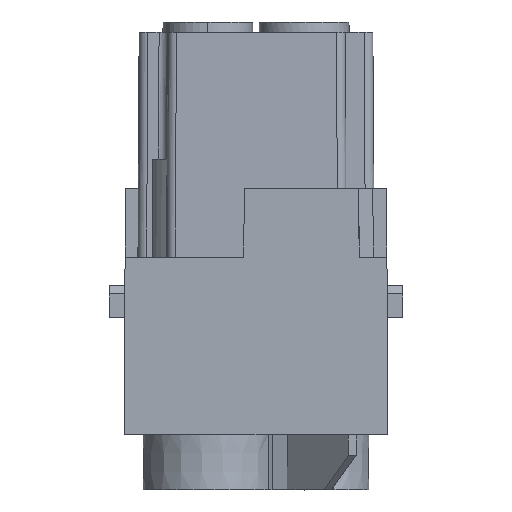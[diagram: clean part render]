
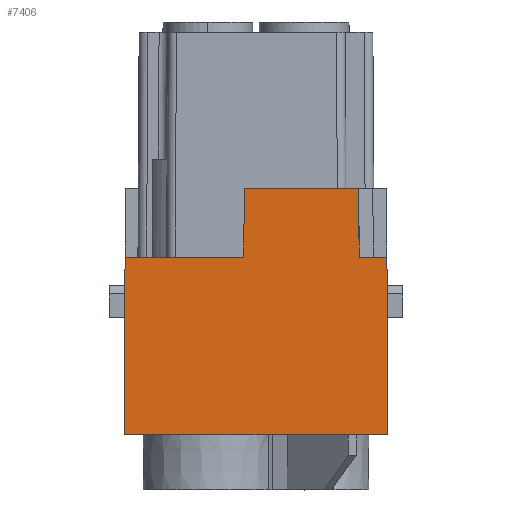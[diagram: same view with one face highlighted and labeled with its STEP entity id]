
A CAD part, left-side view. The second image highlights one B-rep face of the part: STEP entity #7406.
In plain terms, the highlighted planar face has unit normal (-1, 0, 0).
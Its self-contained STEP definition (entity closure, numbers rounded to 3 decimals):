
#7363=AXIS2_PLACEMENT_3D('Plane Axis2P3D',#7360,#7361,#7362) ;
#291=CARTESIAN_POINT('Vertex',(0.,32.028,6.35)) ;
#298=CARTESIAN_POINT('Vertex',(0.,1.822,6.35)) ;
#301=CARTESIAN_POINT('Line Origine',(0.,16.925,6.35)) ;
#1143=CARTESIAN_POINT('Line Origine',(0.,3.426,26.85)) ;
#1147=CARTESIAN_POINT('Vertex',(0.,5.016,26.85)) ;
#1149=CARTESIAN_POINT('Vertex',(0.,1.836,26.85)) ;
#5500=CARTESIAN_POINT('Vertex',(0.,32.014,26.85)) ;
#5503=CARTESIAN_POINT('Line Origine',(0.,25.195,26.85)) ;
#5507=CARTESIAN_POINT('Vertex',(0.,18.375,26.85)) ;
#5779=CARTESIAN_POINT('Vertex',(0.,18.237,34.75)) ;
#5782=CARTESIAN_POINT('Line Origine',(0.,18.306,30.8)) ;
#5799=CARTESIAN_POINT('Line Origine',(0.,5.086,30.8)) ;
#5803=CARTESIAN_POINT('Vertex',(0.,5.155,34.75)) ;
#7360=CARTESIAN_POINT('Axis2P3D Location',(0.,1.775,26.85)) ;
#7365=CARTESIAN_POINT('Line Origine',(0.,1.799,13.125)) ;
#7369=CARTESIAN_POINT('Vertex',(0.,1.775,19.9)) ;
#7372=CARTESIAN_POINT('Line Origine',(0.,1.805,23.375)) ;
#7377=CARTESIAN_POINT('Line Origine',(0.,11.696,34.75)) ;
#7382=CARTESIAN_POINT('Line Origine',(0.,32.045,23.375)) ;
#7386=CARTESIAN_POINT('Vertex',(0.,32.075,19.9)) ;
#7389=CARTESIAN_POINT('Line Origine',(0.,32.051,13.125)) ;
#302=DIRECTION('Vector Direction',(0.,1.,0.)) ;
#1144=DIRECTION('Vector Direction',(0.,-1.,0.)) ;
#5504=DIRECTION('Vector Direction',(0.,-1.,0.)) ;
#5783=DIRECTION('Vector Direction',(0.,-0.017,1.)) ;
#5800=DIRECTION('Vector Direction',(0.,-0.018,-1.)) ;
#7361=DIRECTION('Axis2P3D Direction',(1.,0.,0.)) ;
#7362=DIRECTION('Axis2P3D XDirection',(0.,-1.,0.)) ;
#7366=DIRECTION('Vector Direction',(0.,-0.003,1.)) ;
#7373=DIRECTION('Vector Direction',(0.,0.009,1.)) ;
#7378=DIRECTION('Vector Direction',(0.,1.,0.)) ;
#7383=DIRECTION('Vector Direction',(0.,0.009,-1.)) ;
#7390=DIRECTION('Vector Direction',(0.,0.003,1.)) ;
#303=VECTOR('Line Direction',#302,1.) ;
#1145=VECTOR('Line Direction',#1144,1.) ;
#5505=VECTOR('Line Direction',#5504,1.) ;
#5784=VECTOR('Line Direction',#5783,1.) ;
#5801=VECTOR('Line Direction',#5800,1.) ;
#7367=VECTOR('Line Direction',#7366,1.) ;
#7374=VECTOR('Line Direction',#7373,1.) ;
#7379=VECTOR('Line Direction',#7378,1.) ;
#7384=VECTOR('Line Direction',#7383,1.) ;
#7391=VECTOR('Line Direction',#7390,1.) ;
#7395=ORIENTED_EDGE('',*,*,#7371,.T.) ;
#7396=ORIENTED_EDGE('',*,*,#7376,.T.) ;
#7397=ORIENTED_EDGE('',*,*,#1151,.F.) ;
#7398=ORIENTED_EDGE('',*,*,#5805,.F.) ;
#7399=ORIENTED_EDGE('',*,*,#7381,.T.) ;
#7400=ORIENTED_EDGE('',*,*,#5786,.F.) ;
#7401=ORIENTED_EDGE('',*,*,#5509,.F.) ;
#7402=ORIENTED_EDGE('',*,*,#7388,.T.) ;
#7403=ORIENTED_EDGE('',*,*,#7393,.F.) ;
#7404=ORIENTED_EDGE('',*,*,#305,.F.) ;
#7406=ADVANCED_FACE('Hauptkoerper',(#7405),#7364,.F.) ;
#305=EDGE_CURVE('',#299,#292,#304,.T.) ;
#1151=EDGE_CURVE('',#1148,#1150,#1146,.T.) ;
#5509=EDGE_CURVE('',#5501,#5508,#5506,.T.) ;
#5786=EDGE_CURVE('',#5508,#5780,#5785,.T.) ;
#5805=EDGE_CURVE('',#5804,#1148,#5802,.T.) ;
#7371=EDGE_CURVE('',#299,#7370,#7368,.T.) ;
#7376=EDGE_CURVE('',#7370,#1150,#7375,.T.) ;
#7381=EDGE_CURVE('',#5804,#5780,#7380,.T.) ;
#7388=EDGE_CURVE('',#5501,#7387,#7385,.T.) ;
#7393=EDGE_CURVE('',#292,#7387,#7392,.T.) ;
#7394=EDGE_LOOP('',(#7395,#7396,#7397,#7398,#7399,#7400,#7401,#7402,#7403,#7404)) ;
#7405=FACE_OUTER_BOUND('',#7394,.T.) ;
#304=LINE('Line',#301,#303) ;
#1146=LINE('Line',#1143,#1145) ;
#5506=LINE('Line',#5503,#5505) ;
#5785=LINE('Line',#5782,#5784) ;
#5802=LINE('Line',#5799,#5801) ;
#7368=LINE('Line',#7365,#7367) ;
#7375=LINE('Line',#7372,#7374) ;
#7380=LINE('Line',#7377,#7379) ;
#7385=LINE('Line',#7382,#7384) ;
#7392=LINE('Line',#7389,#7391) ;
#7364=PLANE('',#7363) ;
#292=VERTEX_POINT('',#291) ;
#299=VERTEX_POINT('',#298) ;
#1148=VERTEX_POINT('',#1147) ;
#1150=VERTEX_POINT('',#1149) ;
#5501=VERTEX_POINT('',#5500) ;
#5508=VERTEX_POINT('',#5507) ;
#5780=VERTEX_POINT('',#5779) ;
#5804=VERTEX_POINT('',#5803) ;
#7370=VERTEX_POINT('',#7369) ;
#7387=VERTEX_POINT('',#7386) ;
